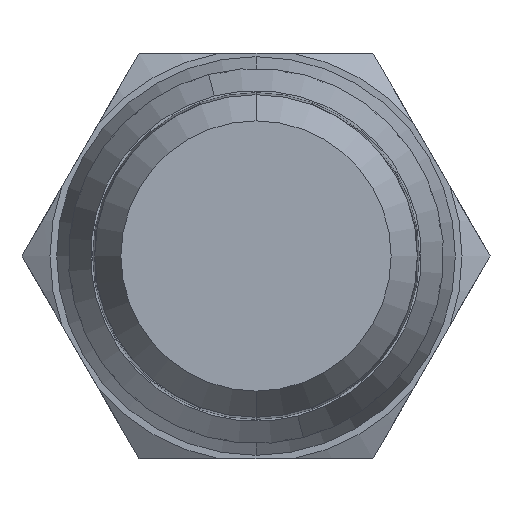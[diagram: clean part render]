
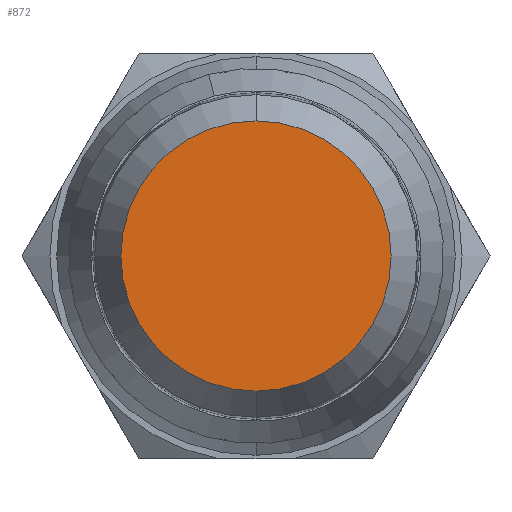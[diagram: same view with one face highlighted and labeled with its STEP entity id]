
A CAD part, front view. The second image highlights one B-rep face of the part: STEP entity #872.
In plain terms, the highlighted planar face has unit normal (0, -1, 0).
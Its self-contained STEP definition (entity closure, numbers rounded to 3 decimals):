
#380 = PLANE ( 'NONE',  #1094 ) ;
#382 = CARTESIAN_POINT ( 'NONE',  ( 0., 0., 0. ) ) ;
#393 = DIRECTION ( 'NONE',  ( 0., -1., 0. ) ) ;
#394 = DIRECTION ( 'NONE',  ( 0., 0., -1. ) ) ;
#596 = EDGE_LOOP ( 'NONE', ( #1863, #1864 ) ) ;
#607 = VERTEX_POINT ( 'NONE', #1956 ) ;
#614 = VERTEX_POINT ( 'NONE', #1960 ) ;
#696 = FACE_OUTER_BOUND ( 'NONE', #596, .T. ) ;
#872 = ADVANCED_FACE ( 'NONE', ( #696 ), #380, .T. ) ;
#1003 = EDGE_CURVE ( 'NONE', #607, #614, #1724, .T. ) ;
#1010 = EDGE_CURVE ( 'NONE', #614, #607, #1735, .T. ) ;
#1094 = AXIS2_PLACEMENT_3D ( 'NONE', #382, #393, #394 ) ;
#1145 = AXIS2_PLACEMENT_3D ( 'NONE', #1581, #1582, #1583 ) ;
#1150 = AXIS2_PLACEMENT_3D ( 'NONE', #1601, #1602, #1603 ) ;
#1581 = CARTESIAN_POINT ( 'NONE',  ( 0., 0., 0. ) ) ;
#1582 = DIRECTION ( 'NONE',  ( 0., -1., 0. ) ) ;
#1583 = DIRECTION ( 'NONE',  ( 0., 0., -1. ) ) ;
#1601 = CARTESIAN_POINT ( 'NONE',  ( 0., 0., 0. ) ) ;
#1602 = DIRECTION ( 'NONE',  ( 0., -1., 0. ) ) ;
#1603 = DIRECTION ( 'NONE',  ( 0., 0., -1. ) ) ;
#1724 = CIRCLE ( 'NONE', #1145, 4. ) ;
#1735 = CIRCLE ( 'NONE', #1150, 4. ) ;
#1863 = ORIENTED_EDGE ( 'NONE', *, *, #1003, .T. ) ;
#1864 = ORIENTED_EDGE ( 'NONE', *, *, #1010, .T. ) ;
#1956 = CARTESIAN_POINT ( 'NONE',  ( 0., 0., 4. ) ) ;
#1960 = CARTESIAN_POINT ( 'NONE',  ( 0., 0., -4. ) ) ;
